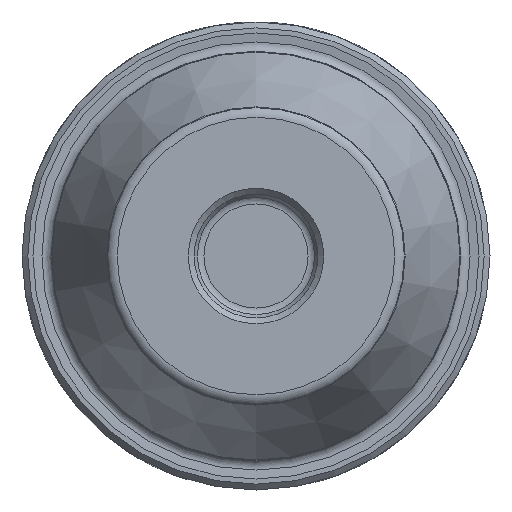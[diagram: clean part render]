
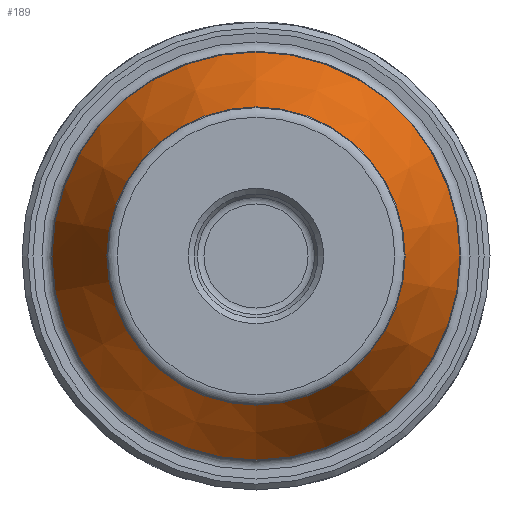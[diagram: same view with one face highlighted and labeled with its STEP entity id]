
A CAD part, left-side view. The second image highlights one B-rep face of the part: STEP entity #189.
In plain terms, the highlighted conical face has half-angle 25 degrees and reference radius 12.745 mm.
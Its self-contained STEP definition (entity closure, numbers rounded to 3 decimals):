
#148=CONICAL_SURFACE('',#815,12.745,25.);
#189=ADVANCED_FACE('',(#281,#282),#148,.T.);
#281=FACE_BOUND('',#365,.T.);
#282=FACE_BOUND('',#366,.T.);
#365=EDGE_LOOP('',(#525));
#366=EDGE_LOOP('',(#526));
#525=ORIENTED_EDGE('',*,*,#701,.T.);
#526=ORIENTED_EDGE('',*,*,#702,.F.);
#619=VERTEX_POINT('',#1707);
#620=VERTEX_POINT('',#1710);
#701=EDGE_CURVE('',#619,#619,#734,.T.);
#702=EDGE_CURVE('',#620,#620,#735,.T.);
#734=CIRCLE('',#812,17.434);
#735=CIRCLE('',#814,12.745);
#812=AXIS2_PLACEMENT_3D('',#1706,#977,#978);
#814=AXIS2_PLACEMENT_3D('',#1709,#981,#982);
#815=AXIS2_PLACEMENT_3D('',#1711,#983,#984);
#977=DIRECTION('',(-1.,0.,0.));
#978=DIRECTION('',(0.,0.,-1.));
#981=DIRECTION('',(-1.,0.,0.));
#982=DIRECTION('',(0.,0.,-1.));
#983=DIRECTION('',(1.,0.,0.));
#984=DIRECTION('',(0.,0.,-1.));
#1706=CARTESIAN_POINT('',(10.581,0.,0.));
#1707=CARTESIAN_POINT('',(10.581,0.,-17.434));
#1709=CARTESIAN_POINT('',(0.526,0.,0.));
#1710=CARTESIAN_POINT('',(0.526,0.,-12.745));
#1711=CARTESIAN_POINT('',(0.526,0.,0.));
